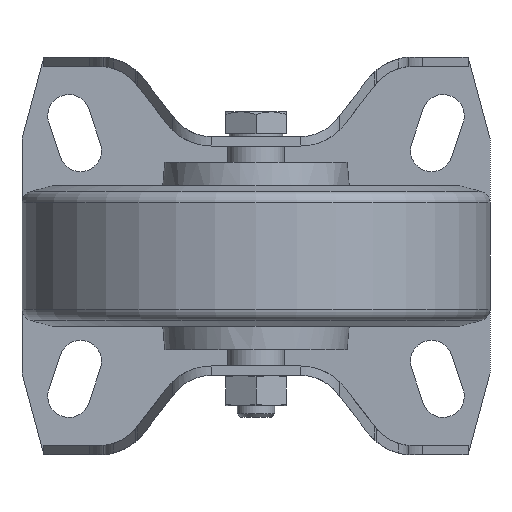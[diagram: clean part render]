
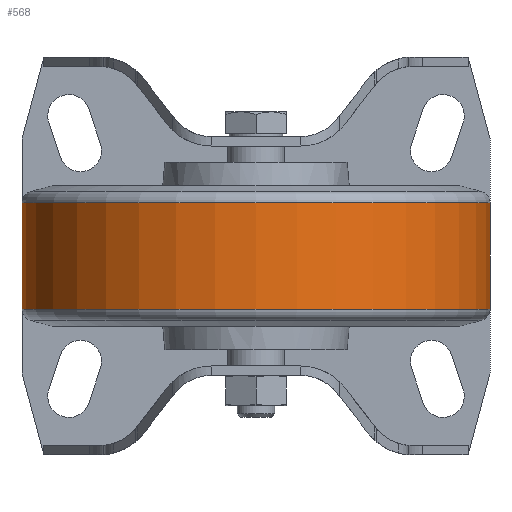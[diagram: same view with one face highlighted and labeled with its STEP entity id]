
A CAD part, front view. The second image highlights one B-rep face of the part: STEP entity #568.
In plain terms, the highlighted cylindrical face has radius 50 mm (diameter 100 mm), a full revolution.
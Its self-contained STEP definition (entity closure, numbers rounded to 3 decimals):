
#568 = ADVANCED_FACE( '', ( #1346, #1347 ), #1348, .T. );
#1346 = FACE_OUTER_BOUND( '', #2466, .T. );
#1347 = FACE_OUTER_BOUND( '', #2467, .T. );
#1348 = CYLINDRICAL_SURFACE( '', #2468, 50. );
#2466 = EDGE_LOOP( '', ( #3794 ) );
#2467 = EDGE_LOOP( '', ( #3795 ) );
#2468 = AXIS2_PLACEMENT_3D( '', #3796, #3797, #3798 );
#3794 = ORIENTED_EDGE( '', *, *, #6666, .T. );
#3795 = ORIENTED_EDGE( '', *, *, #6667, .F. );
#3796 = CARTESIAN_POINT( '', ( 35., 0., 0. ) );
#3797 = DIRECTION( '', ( -1., 0., 0. ) );
#3798 = DIRECTION( '', ( 0., 0., -1. ) );
#6666 = EDGE_CURVE( '', #7932, #7932, #7933, .T. );
#6667 = EDGE_CURVE( '', #7934, #7934, #7935, .T. );
#7932 = VERTEX_POINT( '', #9831 );
#7933 = CIRCLE( '', #9832, 50. );
#7934 = VERTEX_POINT( '', #9833 );
#7935 = CIRCLE( '', #9834, 50. );
#9831 = CARTESIAN_POINT( '', ( 8.66, 0., -50. ) );
#9832 = AXIS2_PLACEMENT_3D( '', #12407, #12408, #12409 );
#9833 = CARTESIAN_POINT( '', ( 31.34, 0., -50. ) );
#9834 = AXIS2_PLACEMENT_3D( '', #12410, #12411, #12412 );
#12407 = CARTESIAN_POINT( '', ( 8.66, 0., 0. ) );
#12408 = DIRECTION( '', ( 1., 0., 0. ) );
#12409 = DIRECTION( '', ( 0., 0., -1. ) );
#12410 = CARTESIAN_POINT( '', ( 31.34, 0., 0. ) );
#12411 = DIRECTION( '', ( 1., 0., 0. ) );
#12412 = DIRECTION( '', ( 0., 0., -1. ) );
